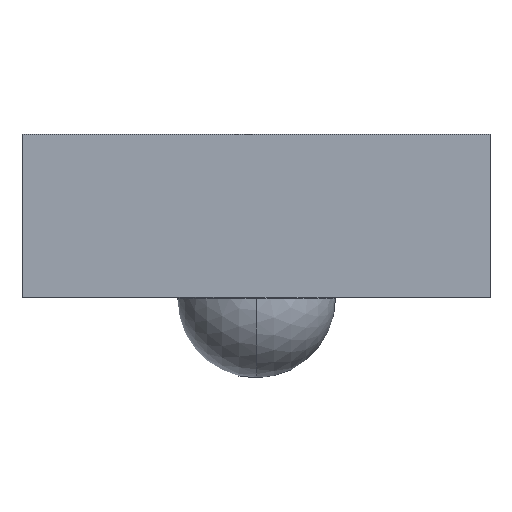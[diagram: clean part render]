
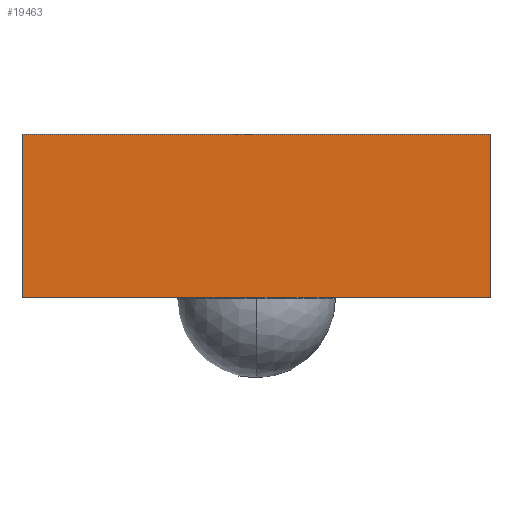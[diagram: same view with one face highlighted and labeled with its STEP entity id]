
A CAD part, left-side view. The second image highlights one B-rep face of the part: STEP entity #19463.
In plain terms, the highlighted planar face has unit normal (-1, 0, 0).
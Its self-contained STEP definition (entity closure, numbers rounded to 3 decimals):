
#5808 = EDGE_CURVE ( 'NONE', #19188, #6453, #14054, .T. ) ;
#5974 = ORIENTED_EDGE ( 'NONE', *, *, #5808, .F. ) ;
#6453 = VERTEX_POINT ( 'NONE', #14050 ) ;
#7582 = ORIENTED_EDGE ( 'NONE', *, *, #7585, .F. ) ;
#7583 = ORIENTED_EDGE ( 'NONE', *, *, #19841, .T. ) ;
#7585 = EDGE_CURVE ( 'NONE', #6453, #19844, #14164, .T. ) ;
#14050 = CARTESIAN_POINT ( 'NONE',  ( -2.86, -2.225, 0.775 ) ) ;
#14051 = DIRECTION ( 'NONE',  ( 0., -1., 0. ) ) ;
#14052 = VECTOR ( 'NONE', #14051, 1000. ) ;
#14053 = CARTESIAN_POINT ( 'NONE',  ( -2.86, 0., 0.775 ) ) ;
#14054 = LINE ( 'NONE', #14053, #14052 ) ;
#14161 = DIRECTION ( 'NONE',  ( 0., 0., -1. ) ) ;
#14162 = VECTOR ( 'NONE', #14161, 1000. ) ;
#14163 = CARTESIAN_POINT ( 'NONE',  ( -2.86, -2.225, 0.775 ) ) ;
#14164 = LINE ( 'NONE', #14163, #14162 ) ;
#16136 = CARTESIAN_POINT ( 'NONE',  ( -2.86, 2.225, 0.775 ) ) ;
#16137 = DIRECTION ( 'NONE',  ( 0., 0., -1. ) ) ;
#16138 = VECTOR ( 'NONE', #16137, 1000. ) ;
#16139 = CARTESIAN_POINT ( 'NONE',  ( -2.86, 2.225, 0.775 ) ) ;
#16140 = LINE ( 'NONE', #16139, #16138 ) ;
#16894 = FACE_OUTER_BOUND ( 'NONE', #19462, .T. ) ;
#16913 = DIRECTION ( 'NONE',  ( 0., 0., -1. ) ) ;
#16914 = DIRECTION ( 'NONE',  ( 1., 0., 0. ) ) ;
#16915 = CARTESIAN_POINT ( 'NONE',  ( -2.86, 0., 0.775 ) ) ;
#16916 = AXIS2_PLACEMENT_3D ( 'NONE', #16915, #16914, #16913 ) ;
#16918 = PLANE ( 'NONE',  #16916 ) ;
#17650 = CARTESIAN_POINT ( 'NONE',  ( -2.86, 2.225, -0.775 ) ) ;
#17894 = CARTESIAN_POINT ( 'NONE',  ( -2.86, -2.225, -0.775 ) ) ;
#17895 = DIRECTION ( 'NONE',  ( 0., -1., 0. ) ) ;
#17896 = VECTOR ( 'NONE', #17895, 1000. ) ;
#17897 = CARTESIAN_POINT ( 'NONE',  ( -2.86, 0., -0.775 ) ) ;
#17898 = LINE ( 'NONE', #17897, #17896 ) ;
#19187 = EDGE_CURVE ( 'NONE', #19188, #19766, #16140, .T. ) ;
#19188 = VERTEX_POINT ( 'NONE', #16136 ) ;
#19190 = ORIENTED_EDGE ( 'NONE', *, *, #19187, .T. ) ;
#19462 = EDGE_LOOP ( 'NONE', ( #7583, #7582, #5974, #19190 ) ) ;
#19463 = ADVANCED_FACE ( 'NONE', ( #16894 ), #16918, .F. ) ;
#19766 = VERTEX_POINT ( 'NONE', #17650 ) ;
#19841 = EDGE_CURVE ( 'NONE', #19766, #19844, #17898, .T. ) ;
#19844 = VERTEX_POINT ( 'NONE', #17894 ) ;
